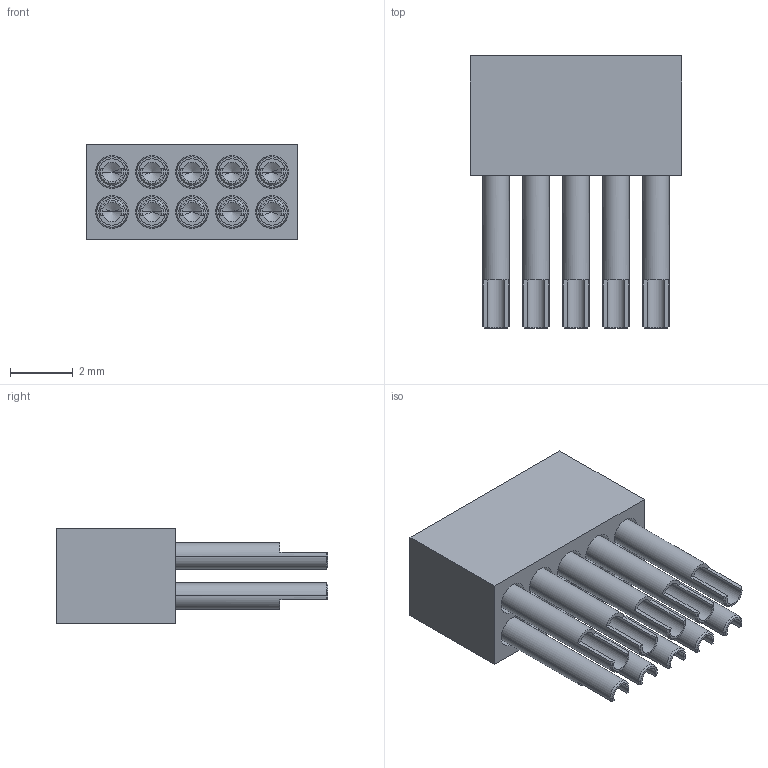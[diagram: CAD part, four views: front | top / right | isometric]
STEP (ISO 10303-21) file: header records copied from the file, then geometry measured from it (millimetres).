
FILE_DESCRIPTION (( 'STEP AP214' ), '1' );
FILE_NAME ('mill-max-853-13-010-10-003000.step', '2018-04-04T19:41:20', ( '' ), ( '' ), 'SwSTEP 2.0', 'SolidWorks 2018', '' );
FILE_SCHEMA (( 'AUTOMOTIVE_DESIGN' ));
Length unit declared in the file: inch
Products named in the file (3): mill-max-853-13-010-10-003000; mill-max-853-13-010-10-003000_P8XX-28-013-02-000000_P810-28-013-02-000000; mill-max-853-13-010-10-003000_1157_1157-0-01-15-00-00-09-0
Assembly tree (11 placements, depth 2):
  mill-max-853-13-010-10-003000
    mill-max-853-13-010-10-003000_P8XX-28-013-02-000000_P810-28-013-02-000000
    mill-max-853-13-010-10-003000_1157_1157-0-01-15-00-00-09-0  x10
Bounding box: 6.73 x 8.64 x 3.05 mm (x, y, z)
Volume: 72.3 mm3; surface area: 583.1 mm2
Topology: 11 solids, 11 shells, 376 faces, 862 edges, 508 vertices
Faces by surface type: cylinder 160, cone 130, plane 86
Entity records: 2042 total; most frequent: DIRECTION 374, CARTESIAN_POINT 322, ORIENTED_EDGE 294, AXIS2_PLACEMENT_3D 154, EDGE_CURVE 147, VERTEX_POINT 94, EDGE_LOOP 85, CIRCLE 79
